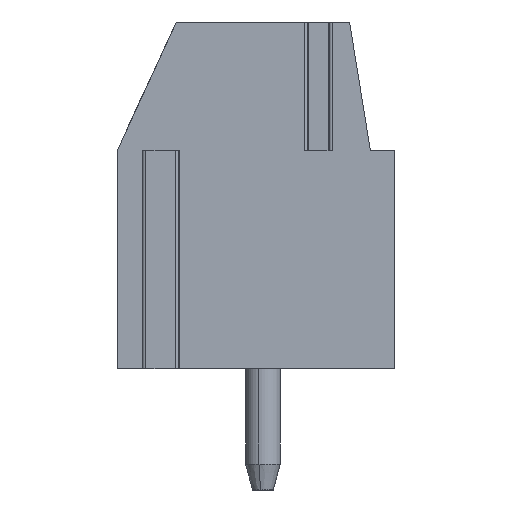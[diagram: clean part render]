
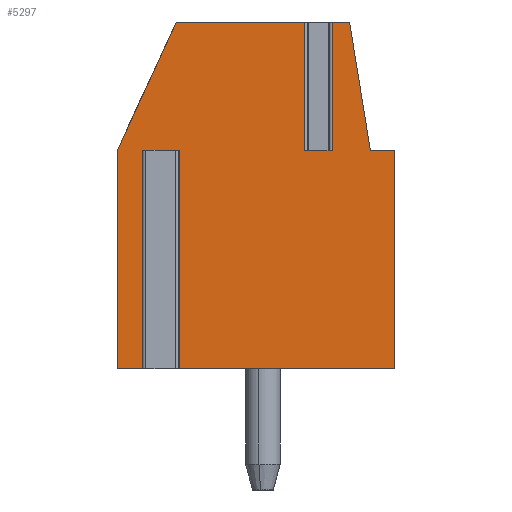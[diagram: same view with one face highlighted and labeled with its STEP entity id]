
A CAD part, left-side view. The second image highlights one B-rep face of the part: STEP entity #5297.
In plain terms, the highlighted planar face has unit normal (-1, 0, 0).
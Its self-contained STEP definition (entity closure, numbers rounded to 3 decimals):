
#5259=AXIS2_PLACEMENT_3D('Plane Axis2P3D',#5256,#5257,#5258) ;
#226=CARTESIAN_POINT('Line Origine',(0.5,1.,11.65)) ;
#230=CARTESIAN_POINT('Vertex',(0.5,1.3,13.5)) ;
#232=CARTESIAN_POINT('Vertex',(0.5,0.7,9.8)) ;
#266=CARTESIAN_POINT('Line Origine',(0.5,0.35,9.8)) ;
#270=CARTESIAN_POINT('Vertex',(0.5,0.,9.8)) ;
#297=CARTESIAN_POINT('Line Origine',(0.5,7.15,11.65)) ;
#301=CARTESIAN_POINT('Vertex',(0.5,6.3,13.5)) ;
#303=CARTESIAN_POINT('Vertex',(0.5,8.,9.8)) ;
#1155=CARTESIAN_POINT('Line Origine',(0.5,0.,6.65)) ;
#1159=CARTESIAN_POINT('Vertex',(0.5,0.,3.5)) ;
#1699=CARTESIAN_POINT('Line Origine',(0.5,8.,6.65)) ;
#1703=CARTESIAN_POINT('Vertex',(0.5,8.,3.5)) ;
#2086=CARTESIAN_POINT('Line Origine',(0.5,4.447,13.5)) ;
#2090=CARTESIAN_POINT('Vertex',(0.5,2.594,13.5)) ;
#2139=CARTESIAN_POINT('Vertex',(0.5,1.806,13.5)) ;
#2142=CARTESIAN_POINT('Line Origine',(0.5,1.553,13.5)) ;
#2582=CARTESIAN_POINT('Line Origine',(0.5,3.218,3.5)) ;
#2586=CARTESIAN_POINT('Vertex',(0.5,6.435,3.5)) ;
#2621=CARTESIAN_POINT('Vertex',(0.5,7.065,3.5)) ;
#2624=CARTESIAN_POINT('Line Origine',(0.5,7.533,3.5)) ;
#4894=CARTESIAN_POINT('Vertex',(0.5,6.435,9.8)) ;
#4904=CARTESIAN_POINT('Line Origine',(0.5,6.435,6.65)) ;
#4916=CARTESIAN_POINT('Line Origine',(0.5,6.75,9.8)) ;
#4920=CARTESIAN_POINT('Vertex',(0.5,7.065,9.8)) ;
#5014=CARTESIAN_POINT('Line Origine',(0.5,7.065,6.65)) ;
#5256=CARTESIAN_POINT('Axis2P3D Location',(0.5,6.241,14.3)) ;
#5261=CARTESIAN_POINT('Line Origine',(0.5,1.806,11.65)) ;
#5265=CARTESIAN_POINT('Vertex',(0.5,1.806,9.8)) ;
#5268=CARTESIAN_POINT('Line Origine',(0.5,2.2,9.8)) ;
#5272=CARTESIAN_POINT('Vertex',(0.5,2.594,9.8)) ;
#5275=CARTESIAN_POINT('Line Origine',(0.5,2.594,11.65)) ;
#227=DIRECTION('Vector Direction',(0.,-0.16,-0.987)) ;
#267=DIRECTION('Vector Direction',(0.,-1.,0.)) ;
#298=DIRECTION('Vector Direction',(0.,0.418,-0.909)) ;
#1156=DIRECTION('Vector Direction',(0.,0.,-1.)) ;
#1700=DIRECTION('Vector Direction',(0.,0.,1.)) ;
#2087=DIRECTION('Vector Direction',(0.,-1.,0.)) ;
#2143=DIRECTION('Vector Direction',(0.,-1.,0.)) ;
#2583=DIRECTION('Vector Direction',(0.,1.,0.)) ;
#2625=DIRECTION('Vector Direction',(0.,1.,0.)) ;
#4905=DIRECTION('Vector Direction',(0.,0.,1.)) ;
#4917=DIRECTION('Vector Direction',(0.,1.,0.)) ;
#5015=DIRECTION('Vector Direction',(0.,0.,1.)) ;
#5257=DIRECTION('Axis2P3D Direction',(1.,0.,0.)) ;
#5258=DIRECTION('Axis2P3D XDirection',(0.,0.,1.)) ;
#5262=DIRECTION('Vector Direction',(0.,0.,1.)) ;
#5269=DIRECTION('Vector Direction',(0.,1.,0.)) ;
#5276=DIRECTION('Vector Direction',(0.,0.,1.)) ;
#228=VECTOR('Line Direction',#227,1.) ;
#268=VECTOR('Line Direction',#267,1.) ;
#299=VECTOR('Line Direction',#298,1.) ;
#1157=VECTOR('Line Direction',#1156,1.) ;
#1701=VECTOR('Line Direction',#1700,1.) ;
#2088=VECTOR('Line Direction',#2087,1.) ;
#2144=VECTOR('Line Direction',#2143,1.) ;
#2584=VECTOR('Line Direction',#2583,1.) ;
#2626=VECTOR('Line Direction',#2625,1.) ;
#4906=VECTOR('Line Direction',#4905,1.) ;
#4918=VECTOR('Line Direction',#4917,1.) ;
#5016=VECTOR('Line Direction',#5015,1.) ;
#5263=VECTOR('Line Direction',#5262,1.) ;
#5270=VECTOR('Line Direction',#5269,1.) ;
#5277=VECTOR('Line Direction',#5276,1.) ;
#5281=ORIENTED_EDGE('',*,*,#5267,.F.) ;
#5282=ORIENTED_EDGE('',*,*,#5274,.T.) ;
#5283=ORIENTED_EDGE('',*,*,#5279,.T.) ;
#5284=ORIENTED_EDGE('',*,*,#2092,.F.) ;
#5285=ORIENTED_EDGE('',*,*,#305,.T.) ;
#5286=ORIENTED_EDGE('',*,*,#1705,.F.) ;
#5287=ORIENTED_EDGE('',*,*,#2628,.F.) ;
#5288=ORIENTED_EDGE('',*,*,#5018,.T.) ;
#5289=ORIENTED_EDGE('',*,*,#4922,.T.) ;
#5290=ORIENTED_EDGE('',*,*,#4908,.F.) ;
#5291=ORIENTED_EDGE('',*,*,#2588,.F.) ;
#5292=ORIENTED_EDGE('',*,*,#1161,.F.) ;
#5293=ORIENTED_EDGE('',*,*,#272,.F.) ;
#5294=ORIENTED_EDGE('',*,*,#234,.F.) ;
#5295=ORIENTED_EDGE('',*,*,#2146,.F.) ;
#5297=ADVANCED_FACE('PartBody',(#5296),#5260,.F.) ;
#234=EDGE_CURVE('',#231,#233,#229,.T.) ;
#272=EDGE_CURVE('',#233,#271,#269,.T.) ;
#305=EDGE_CURVE('',#302,#304,#300,.T.) ;
#1161=EDGE_CURVE('',#271,#1160,#1158,.T.) ;
#1705=EDGE_CURVE('',#1704,#304,#1702,.T.) ;
#2092=EDGE_CURVE('',#302,#2091,#2089,.T.) ;
#2146=EDGE_CURVE('',#2140,#231,#2145,.T.) ;
#2588=EDGE_CURVE('',#1160,#2587,#2585,.T.) ;
#2628=EDGE_CURVE('',#2622,#1704,#2627,.T.) ;
#4908=EDGE_CURVE('',#2587,#4895,#4907,.T.) ;
#4922=EDGE_CURVE('',#4921,#4895,#4919,.F.) ;
#5018=EDGE_CURVE('',#2622,#4921,#5017,.T.) ;
#5267=EDGE_CURVE('',#5266,#2140,#5264,.T.) ;
#5274=EDGE_CURVE('',#5266,#5273,#5271,.T.) ;
#5279=EDGE_CURVE('',#5273,#2091,#5278,.T.) ;
#5280=EDGE_LOOP('',(#5281,#5282,#5283,#5284,#5285,#5286,#5287,#5288,#5289,#5290,#5291,#5292,#5293,#5294,#5295)) ;
#5296=FACE_OUTER_BOUND('',#5280,.T.) ;
#229=LINE('Line',#226,#228) ;
#269=LINE('Line',#266,#268) ;
#300=LINE('Line',#297,#299) ;
#1158=LINE('Line',#1155,#1157) ;
#1702=LINE('Line',#1699,#1701) ;
#2089=LINE('Line',#2086,#2088) ;
#2145=LINE('Line',#2142,#2144) ;
#2585=LINE('Line',#2582,#2584) ;
#2627=LINE('Line',#2624,#2626) ;
#4907=LINE('Line',#4904,#4906) ;
#4919=LINE('Line',#4916,#4918) ;
#5017=LINE('Line',#5014,#5016) ;
#5264=LINE('Line',#5261,#5263) ;
#5271=LINE('Line',#5268,#5270) ;
#5278=LINE('Line',#5275,#5277) ;
#5260=PLANE('',#5259) ;
#231=VERTEX_POINT('',#230) ;
#233=VERTEX_POINT('',#232) ;
#271=VERTEX_POINT('',#270) ;
#302=VERTEX_POINT('',#301) ;
#304=VERTEX_POINT('',#303) ;
#1160=VERTEX_POINT('',#1159) ;
#1704=VERTEX_POINT('',#1703) ;
#2091=VERTEX_POINT('',#2090) ;
#2140=VERTEX_POINT('',#2139) ;
#2587=VERTEX_POINT('',#2586) ;
#2622=VERTEX_POINT('',#2621) ;
#4895=VERTEX_POINT('',#4894) ;
#4921=VERTEX_POINT('',#4920) ;
#5266=VERTEX_POINT('',#5265) ;
#5273=VERTEX_POINT('',#5272) ;
